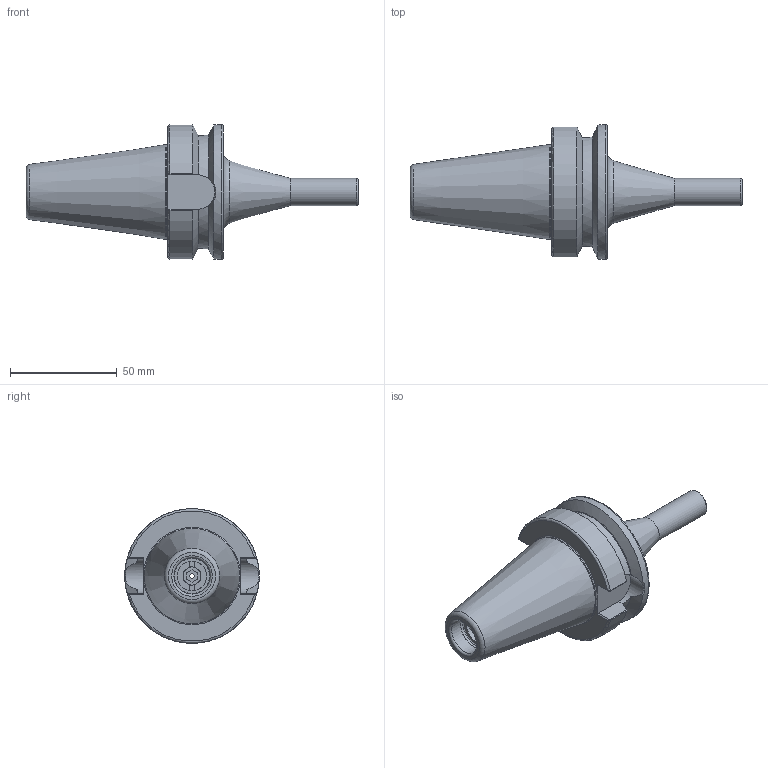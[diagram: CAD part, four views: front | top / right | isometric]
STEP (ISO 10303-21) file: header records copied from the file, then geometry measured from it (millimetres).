
FILE_DESCRIPTION(/* description */ (''),/* implementation_level */ '2;1');
FILE_NAME(/* name */ 'DBT40-MX06-085.stp',/* time_stamp */ '2019-07-15T15:08:23-05:00',/* author */ ('ldfli'),/* organization */ (''),/* preprocessor_version */ 'ST-DEVELOPER v18',/* originating_system */ 'Autodesk Inventor LT',/* authorisation */ '');
FILE_SCHEMA (('AUTOMOTIVE_DESIGN { 1 0 10303 214 3 1 1 }'));
Length unit declared in the file: millimetre
Products named in the file (1): DBT40-MX06-085
Bounding box: 155.4 x 63 x 63 mm (x, y, z)
Volume: 140178.3 mm3; surface area: 29132.5 mm2
Topology: 3 solids, 3 shells, 113 faces, 316 edges, 219 vertices
Faces by surface type: plane 56, cylinder 21, torus 14, cone 12, bspline 10
Full cylindrical faces by diameter (mm): 2 x1, 6 x1, 6.7 x1, 8 x1, 8.26 x1, 8.4 x1, 9.5 x1, 10 x1, 12.7 x1, 13.835 x1, 15.875 x1, 17 x1, 17.5 x1, 44.45 x1, 63 x1
Entity records: 4284 total; most frequent: CARTESIAN_POINT 1324, ORIENTED_EDGE 632, DIRECTION 593, EDGE_CURVE 316, AXIS2_PLACEMENT_3D 232, VERTEX_POINT 219, LINE 129, VECTOR 129
